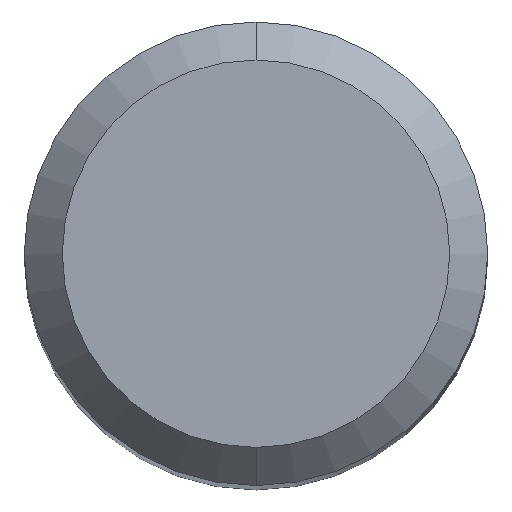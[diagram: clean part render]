
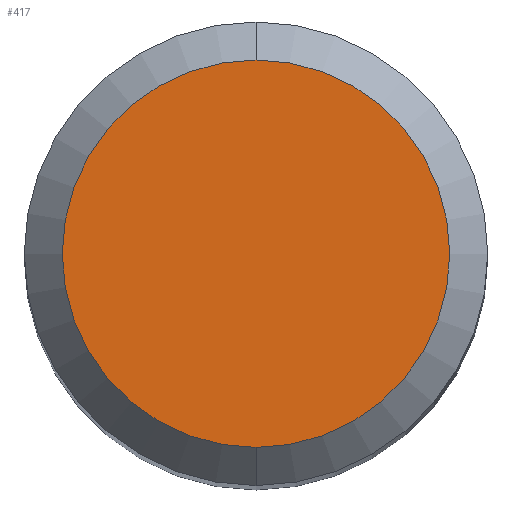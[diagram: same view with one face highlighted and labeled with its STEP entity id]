
A CAD part, top view. The second image highlights one B-rep face of the part: STEP entity #417.
In plain terms, the highlighted planar face has unit normal (0, 0, 1).
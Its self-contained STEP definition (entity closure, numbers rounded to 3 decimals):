
#221=EDGE_CURVE('',#515,#389,#608,.T.);
#389=VERTEX_POINT('',#796);
#417=ADVANCED_FACE('',(#827),#828,.T.);
#515=VERTEX_POINT('',#938);
#521=EDGE_CURVE('',#389,#515,#944,.T.);
#608=CIRCLE('',#1033,4.045);
#796=CARTESIAN_POINT('',(0.0,4.045,0.0));
#827=FACE_OUTER_BOUND('',#1399,.T.);
#828=PLANE('',#1400);
#938=CARTESIAN_POINT('',(0.,-4.045,0.0));
#944=CIRCLE('',#1665,4.045);
#1033=AXIS2_PLACEMENT_3D('',#1803,#1804,#1805);
#1399=EDGE_LOOP('',(#2068,#2069));
#1400=AXIS2_PLACEMENT_3D('',#2070,#2071,#2072);
#1665=AXIS2_PLACEMENT_3D('',#2202,#2203,#2204);
#1803=CARTESIAN_POINT('',(0.0,0.0,0.0));
#1804=DIRECTION('',(0.0,0.0,-1.0));
#1805=DIRECTION('',(0.0,1.0,0.0));
#2068=ORIENTED_EDGE('',*,*,#521,.F.);
#2069=ORIENTED_EDGE('',*,*,#221,.F.);
#2070=CARTESIAN_POINT('',(0.0,2.022,0.0));
#2071=DIRECTION('',(-0.0,0.0,1.0));
#2072=DIRECTION('',(0.0,-1.0,0.0));
#2202=CARTESIAN_POINT('',(0.0,0.0,0.0));
#2203=DIRECTION('',(0.0,0.0,-1.0));
#2204=DIRECTION('',(0.0,1.0,0.0));
